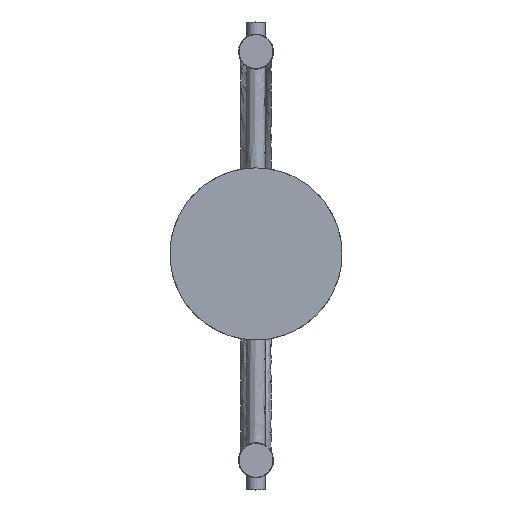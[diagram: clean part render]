
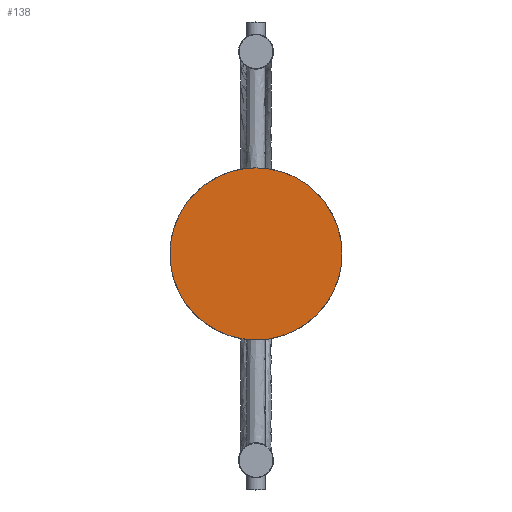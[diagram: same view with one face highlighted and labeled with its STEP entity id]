
A CAD part, top view. The second image highlights one B-rep face of the part: STEP entity #138.
In plain terms, the highlighted planar face has unit normal (0, 0, 1).
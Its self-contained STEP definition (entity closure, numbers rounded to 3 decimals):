
#138=ADVANCED_FACE('',(#222),#1099,.T.);
#222=FACE_OUTER_BOUND('',#320,.T.);
#320=EDGE_LOOP('',(#594));
#594=ORIENTED_EDGE('',*,*,#788,.F.);
#788=EDGE_CURVE('',#1056,#1056,#965,.T.);
#965=(
BOUNDED_CURVE()
B_SPLINE_CURVE(2,(#3281,#3282,#3283,#3284,#3285,#3286,#3287,#3288,#3289,
#3290,#3291),.UNSPECIFIED.,.T.,.F.)
B_SPLINE_CURVE_WITH_KNOTS((3,2,2,2,2,3),(0.,114.161,228.323,
342.484,456.645,461.814),.UNSPECIFIED.)
CURVE()
GEOMETRIC_REPRESENTATION_ITEM()
RATIONAL_B_SPLINE_CURVE((1.,0.713,1.,0.713,1.,0.713,
1.,0.713,1.,0.999,1.))
REPRESENTATION_ITEM('')
);
#1056=VERTEX_POINT('',#3251);
#1099=PLANE('',#1203);
#1203=AXIS2_PLACEMENT_3D('',#3228,#1240,$);
#1240=DIRECTION('',(0.,0.,1.));
#3228=CARTESIAN_POINT('',(-80.052,80.052,0.));
#3251=CARTESIAN_POINT('',(0.,73.5,0.));
#3281=CARTESIAN_POINT('',(0.,73.5,0.));
#3282=CARTESIAN_POINT('',(72.219,73.5,0.));
#3283=CARTESIAN_POINT('',(73.489,1.292,0.));
#3284=CARTESIAN_POINT('',(74.758,-70.916,0.));
#3285=CARTESIAN_POINT('',(2.584,-73.455,0.));
#3286=CARTESIAN_POINT('',(-69.591,-75.993,0.));
#3287=CARTESIAN_POINT('',(-73.398,-3.875,0.));
#3288=CARTESIAN_POINT('',(-77.205,68.244,0.));
#3289=CARTESIAN_POINT('',(-5.164,73.318,0.));
#3290=CARTESIAN_POINT('',(-2.585,73.5,0.));
#3291=CARTESIAN_POINT('',(0.,73.5,0.));
